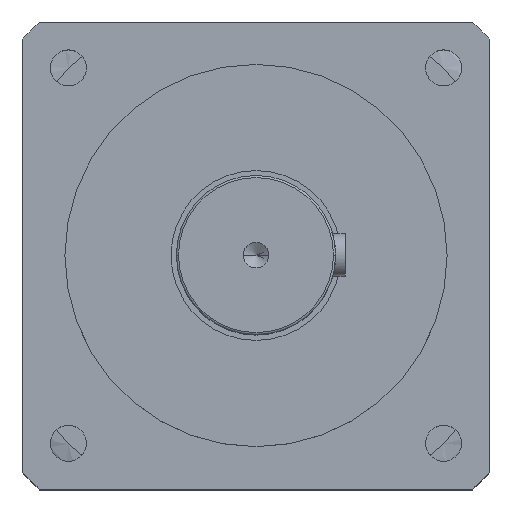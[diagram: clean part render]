
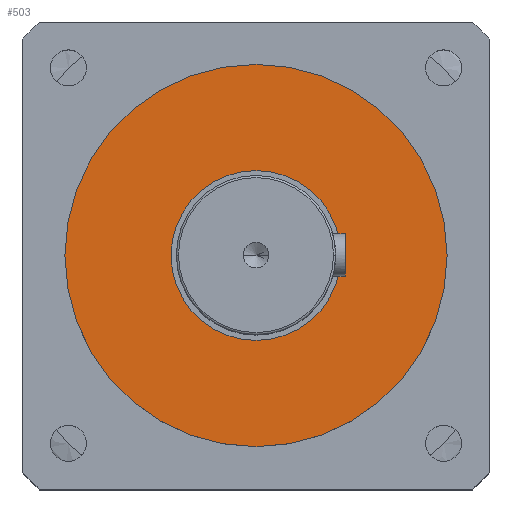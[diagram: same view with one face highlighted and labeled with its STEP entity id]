
A CAD part, top view. The second image highlights one B-rep face of the part: STEP entity #503.
In plain terms, the highlighted planar face has unit normal (0, 0, 1).
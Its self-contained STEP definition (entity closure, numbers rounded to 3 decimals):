
#110 = ORIENTED_EDGE ( 'NONE', *, *, #1259, .F. ) ;
#503 = ADVANCED_FACE ( 'NONE', ( #6587, #1758 ), #544, .F. ) ;
#544 = PLANE ( 'NONE',  #5012 ) ;
#610 = DIRECTION ( 'NONE',  ( 0., 0., -1. ) ) ;
#637 = CARTESIAN_POINT ( 'NONE',  ( 0., 90., -109. ) ) ;
#738 = CIRCLE ( 'NONE', #4319, 90. ) ;
#742 = EDGE_LOOP ( 'NONE', ( #3395, #8921 ) ) ;
#812 = DIRECTION ( 'NONE',  ( 1., 0., 0. ) ) ;
#846 = DIRECTION ( 'NONE',  ( -1., 0., 0. ) ) ;
#922 = VERTEX_POINT ( 'NONE', #8818 ) ;
#1249 = CARTESIAN_POINT ( 'NONE',  ( 90., 0., -109. ) ) ;
#1259 = EDGE_CURVE ( 'NONE', #8423, #2357, #4482, .T. ) ;
#1479 = CARTESIAN_POINT ( 'NONE',  ( 0., 0., -109. ) ) ;
#1628 = EDGE_CURVE ( 'NONE', #2357, #8423, #4850, .T. ) ;
#1758 = FACE_OUTER_BOUND ( 'NONE', #742, .T. ) ;
#2357 = VERTEX_POINT ( 'NONE', #4117 ) ;
#2490 = VERTEX_POINT ( 'NONE', #1249 ) ;
#2529 = ORIENTED_EDGE ( 'NONE', *, *, #1628, .F. ) ;
#2776 = DIRECTION ( 'NONE',  ( 0., 0., 1. ) ) ;
#3261 = DIRECTION ( 'NONE',  ( 1., 0., 0. ) ) ;
#3338 = CIRCLE ( 'NONE', #7371, 90. ) ;
#3395 = ORIENTED_EDGE ( 'NONE', *, *, #5315, .T. ) ;
#3517 = CARTESIAN_POINT ( 'NONE',  ( 0., 0., -109. ) ) ;
#3802 = CARTESIAN_POINT ( 'NONE',  ( -40., 0., -109. ) ) ;
#4117 = CARTESIAN_POINT ( 'NONE',  ( 40., 0., -109. ) ) ;
#4319 = AXIS2_PLACEMENT_3D ( 'NONE', #8536, #8521, #8502 ) ;
#4482 = CIRCLE ( 'NONE', #4742, 40. ) ;
#4742 = AXIS2_PLACEMENT_3D ( 'NONE', #1479, #8842, #812 ) ;
#4850 = CIRCLE ( 'NONE', #5385, 40. ) ;
#5012 = AXIS2_PLACEMENT_3D ( 'NONE', #637, #610, #846 ) ;
#5315 = EDGE_CURVE ( 'NONE', #2490, #922, #3338, .T. ) ;
#5385 = AXIS2_PLACEMENT_3D ( 'NONE', #8434, #7896, #8350 ) ;
#5817 = EDGE_CURVE ( 'NONE', #922, #2490, #738, .T. ) ;
#6231 = EDGE_LOOP ( 'NONE', ( #2529, #110 ) ) ;
#6587 = FACE_BOUND ( 'NONE', #6231, .T. ) ;
#7371 = AXIS2_PLACEMENT_3D ( 'NONE', #3517, #2776, #3261 ) ;
#7896 = DIRECTION ( 'NONE',  ( 0., 0., 1. ) ) ;
#8350 = DIRECTION ( 'NONE',  ( 1., 0., 0. ) ) ;
#8423 = VERTEX_POINT ( 'NONE', #3802 ) ;
#8434 = CARTESIAN_POINT ( 'NONE',  ( 0., 0., -109. ) ) ;
#8502 = DIRECTION ( 'NONE',  ( 1., 0., 0. ) ) ;
#8521 = DIRECTION ( 'NONE',  ( 0., 0., 1. ) ) ;
#8536 = CARTESIAN_POINT ( 'NONE',  ( 0., 0., -109. ) ) ;
#8818 = CARTESIAN_POINT ( 'NONE',  ( -90., 0., -109. ) ) ;
#8842 = DIRECTION ( 'NONE',  ( 0., 0., 1. ) ) ;
#8921 = ORIENTED_EDGE ( 'NONE', *, *, #5817, .T. ) ;
